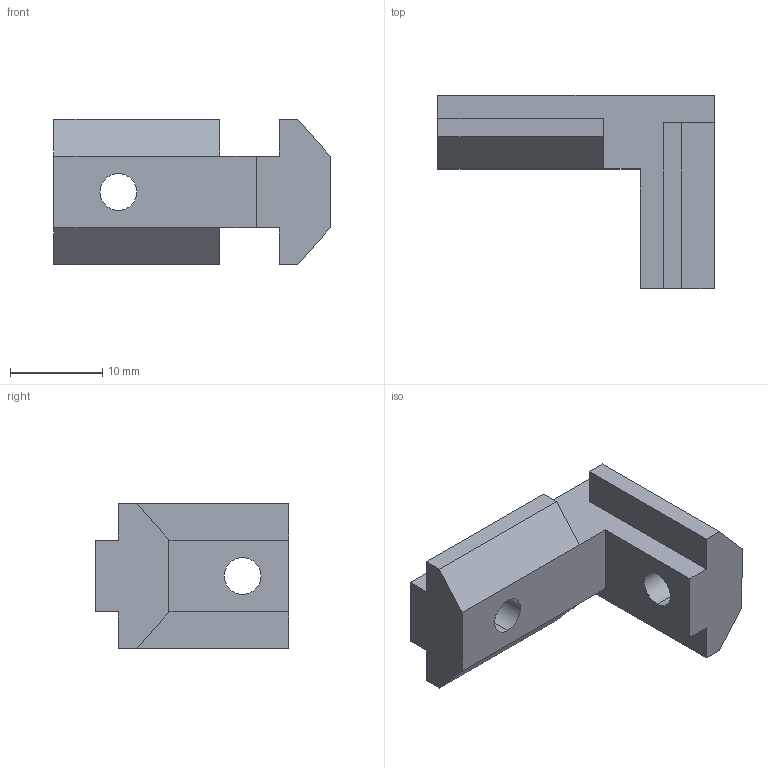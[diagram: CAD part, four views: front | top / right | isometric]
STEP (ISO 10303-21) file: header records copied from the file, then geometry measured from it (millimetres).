
FILE_DESCRIPTION (( 'STEP AP214' ), '1' );
FILE_NAME ('B840 Âíóòðåííèé óãëîâîé ñîåäèíèòåëü 8-Â, ïàç 8.STEP', '2025-07-21T11:29:34', ( '' ), ( '' ), 'SwSTEP 2.0', 'SolidWorks 2025', '' );
FILE_SCHEMA (( 'AUTOMOTIVE_DESIGN' ));
Length unit declared in the file: millimetre
Products named in the file (1): B840 Внутренний угловой соединитель 8-В, паз 8
Bounding box: 30 x 21 x 15.8 mm (x, y, z)
Volume: 3562.1 mm3; surface area: 2173.1 mm2
Topology: 1 solids, 1 shells, 28 faces, 74 edges, 48 vertices
Faces by surface type: plane 24, cylinder 4
Entity records: 885 total; most frequent: CARTESIAN_POINT 151, ORIENTED_EDGE 148, DIRECTION 140, EDGE_CURVE 74, VECTOR 66, LINE 66, VERTEX_POINT 48, AXIS2_PLACEMENT_3D 37
